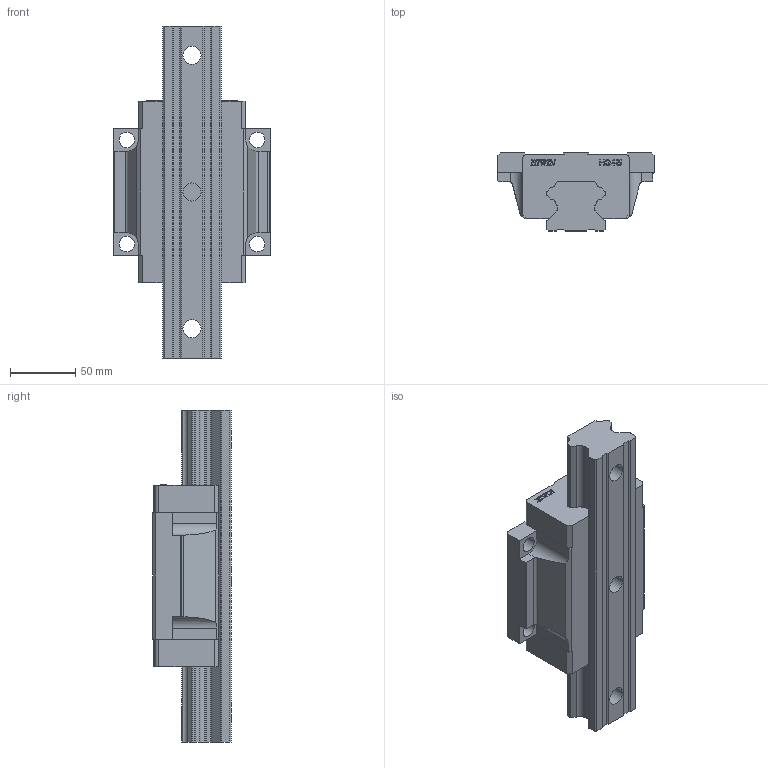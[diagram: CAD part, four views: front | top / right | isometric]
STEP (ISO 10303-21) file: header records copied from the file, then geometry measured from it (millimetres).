
FILE_DESCRIPTION((''),'2;1');
FILE_NAME('HGW45_ASM','2006-08-23T',('lansro'),(''),'PRO/ENGINEER BY PARAMETRIC TECHNOLOGY CORPORATION, 2004360','PRO/ENGINEER BY PARAMETRIC TECHNOLOGY CORPORATION, 2004360','');
FILE_SCHEMA(('CONFIG_CONTROL_DESIGN'));
Length unit declared in the file: millimetre
Products named in the file (3): HGW45; HGR45; HGW45_ASM
Assembly tree (2 placements, depth 2):
  HGW45_ASM
    HGW45
    HGR45
Bounding box: 120 x 60 x 255 mm (x, y, z)
Volume: 845879.4 mm3; surface area: 112736 mm2
Topology: 2 solids, 2 shells, 415 faces, 1194 edges, 796 vertices
Faces by surface type: plane 297, extrusion 60, cylinder 58
Entity records: 13875 total; most frequent: CARTESIAN_POINT 3008, ORIENTED_EDGE 2388, DIRECTION 1954, EDGE_CURVE 1194, VECTOR 1010, LINE 950, VERTEX_POINT 796, AXIS2_PLACEMENT_3D 472
